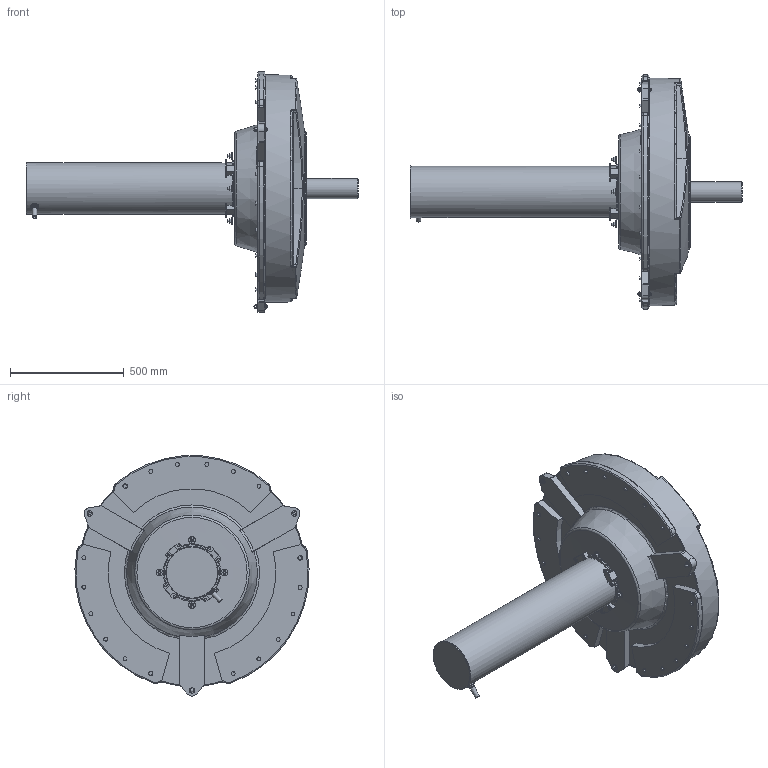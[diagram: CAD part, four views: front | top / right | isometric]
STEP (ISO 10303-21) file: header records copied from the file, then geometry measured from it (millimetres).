
FILE_DESCRIPTION(/* description */ (''),/* implementation_level */ '2;1');
FILE_NAME(/* name */ '501374_Max.stp',/* time_stamp */ '2017-07-10T08:26:44+02:00',/* author */ ('guzb562'),/* organization */ (''),/* preprocessor_version */ 'ST-DEVELOPER v16.1',/* originating_system */ 'Autodesk Inventor 2016',/* authorisation */ '');
FILE_SCHEMA (('AUTOMOTIVE_DESIGN { 1 0 10303 214 3 1 1 }'));
Length unit declared in the file: millimetre
Products named in the file (1): 501374_Max
Bounding box: 1460 x 1029.51 x 1057.41 mm (x, y, z)
Volume: 179982292 mm3; surface area: 4132775.6 mm2
Topology: 8 solids, 11 shells, 746 faces, 1830 edges, 1192 vertices
Faces by surface type: plane 410, bspline 160, cylinder 108, cone 34, torus 28, sphere 6
Full cylindrical faces by diameter (mm): 8 x3, 9 x8, 10 x4, 12 x3, 13.545 x1, 17 x15, 20.127 x3, 24 x6, 30 x4, 38.688 x1, 81.265 x1, 88.8 x1, 95.984 x1, 225.031 x1, 230.833 x1
Entity records: 26877 total; most frequent: CARTESIAN_POINT 10742, ORIENTED_EDGE 3486, DIRECTION 2709, EDGE_CURVE 1743, VERTEX_POINT 1184, EDGE_LOOP 933, AXIS2_PLACEMENT_3D 921, LINE 867
